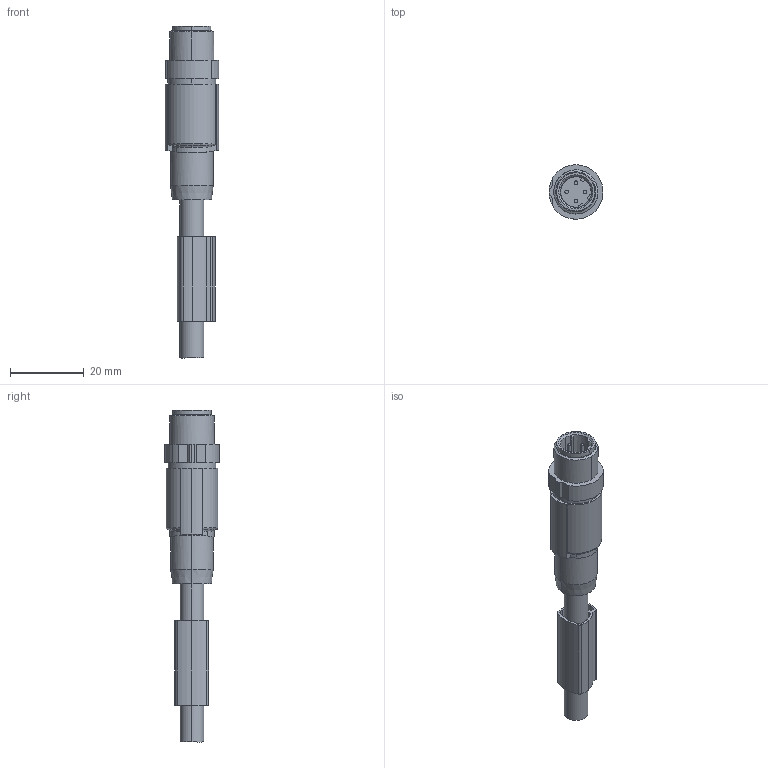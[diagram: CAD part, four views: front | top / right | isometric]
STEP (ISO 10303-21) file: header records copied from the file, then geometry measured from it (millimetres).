
FILE_DESCRIPTION((''),'2;1');
FILE_NAME('DM_CAD-6665','2019-05-29T09:03:15',('creinig-se'),(''),'CREO PARAMETRIC BY PTC INC, 2018420','CREO PARAMETRIC BY PTC INC, 2018420','');
FILE_SCHEMA(('CONFIG_CONTROL_DESIGN','SHAPE_APPEARANCE_LAYERS_GROUPS'));
Length unit declared in the file: millimetre
Products named in the file (1): DM_CAD-6665
Bounding box: 14.67 x 14.76 x 90.3 mm (x, y, z)
Volume: 7743.4 mm3; surface area: 4967.5 mm2
Topology: 1 solids, 1 shells, 134 faces, 384 edges, 269 vertices
Faces by surface type: cylinder 74, plane 43, cone 11, torus 6
Entity records: 5515 total; most frequent: CARTESIAN_POINT 949, DIRECTION 798, ORIENTED_EDGE 752, EDGE_CURVE 376, AXIS2_PLACEMENT_3D 315, VERTEX_POINT 253, CIRCLE 180, VECTOR 168
